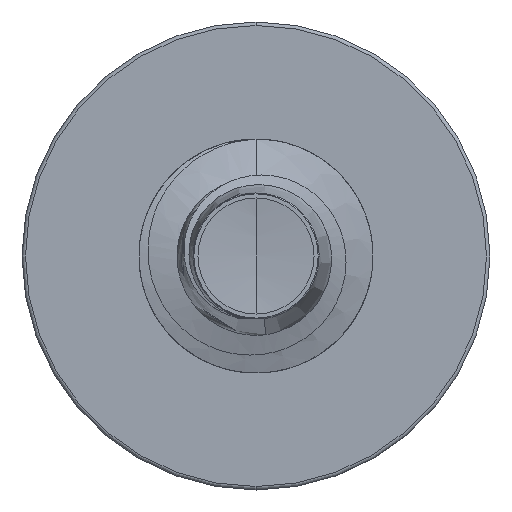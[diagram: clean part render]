
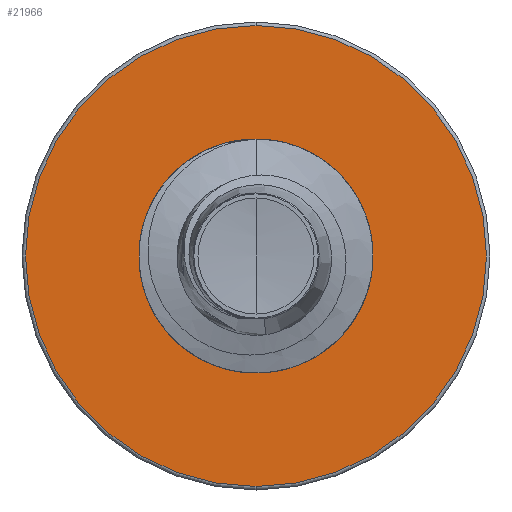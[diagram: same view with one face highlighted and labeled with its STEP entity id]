
A CAD part, front view. The second image highlights one B-rep face of the part: STEP entity #21966.
In plain terms, the highlighted planar face has unit normal (0, -1, 0).
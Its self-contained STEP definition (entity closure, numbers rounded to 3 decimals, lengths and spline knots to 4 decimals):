
#402 = AXIS2_PLACEMENT_3D ( 'NONE', #6878, #23268, #9735 ) ;
#410 = AXIS2_PLACEMENT_3D ( 'NONE', #17113, #752, #19321 ) ;
#752 = DIRECTION ( 'NONE',  ( 0., 1., 0. ) ) ;
#1159 = AXIS2_PLACEMENT_3D ( 'NONE', #5643, #22544, #8599 ) ;
#1165 = AXIS2_PLACEMENT_3D ( 'NONE', #16200, #28971, #18463 ) ;
#2306 = AXIS2_PLACEMENT_3D ( 'NONE', #16791, #3431, #21147 ) ;
#3300 = CIRCLE ( 'NONE', #410, 2.4152 ) ;
#3431 = DIRECTION ( 'NONE',  ( 0., 1., 0. ) ) ;
#5393 = CARTESIAN_POINT ( 'NONE',  ( 0., 30., 2.4152 ) ) ;
#5643 = CARTESIAN_POINT ( 'NONE',  ( 0., 30., 0. ) ) ;
#6190 = CARTESIAN_POINT ( 'NONE',  ( 0., 30., -2.4152 ) ) ;
#6878 = CARTESIAN_POINT ( 'NONE',  ( 0., 30., 0. ) ) ;
#8599 = DIRECTION ( 'NONE',  ( 0., 0., 1. ) ) ;
#9735 = DIRECTION ( 'NONE',  ( 0., 0., 1. ) ) ;
#10582 = CIRCLE ( 'NONE', #1159, 4.925 ) ;
#15049 = EDGE_LOOP ( 'NONE', ( #21298, #21430 ) ) ;
#15367 = CARTESIAN_POINT ( 'NONE',  ( 0., 30., 4.925 ) ) ;
#16200 = CARTESIAN_POINT ( 'NONE',  ( 0., 30., 0. ) ) ;
#16379 = VERTEX_POINT ( 'NONE', #5393 ) ;
#16743 = CIRCLE ( 'NONE', #402, 4.925 ) ;
#16791 = CARTESIAN_POINT ( 'NONE',  ( 0., 30., -2.4152 ) ) ;
#17113 = CARTESIAN_POINT ( 'NONE',  ( 0., 30., 0. ) ) ;
#18463 = DIRECTION ( 'NONE',  ( 0., 0., 1. ) ) ;
#18998 = EDGE_LOOP ( 'NONE', ( #21196, #21246 ) ) ;
#19152 = VERTEX_POINT ( 'NONE', #6190 ) ;
#19321 = DIRECTION ( 'NONE',  ( 0., 0., 1. ) ) ;
#21147 = DIRECTION ( 'NONE',  ( 0., 0., 1. ) ) ;
#21196 = ORIENTED_EDGE ( 'NONE', *, *, #25732, .F. ) ;
#21246 = ORIENTED_EDGE ( 'NONE', *, *, #26374, .F. ) ;
#21298 = ORIENTED_EDGE ( 'NONE', *, *, #26353, .T. ) ;
#21430 = ORIENTED_EDGE ( 'NONE', *, *, #25724, .T. ) ;
#21966 = ADVANCED_FACE ( 'NONE', ( #25559, #25032 ), #27879, .F. ) ;
#22544 = DIRECTION ( 'NONE',  ( 0., 1., 0. ) ) ;
#22620 = CIRCLE ( 'NONE', #1165, 2.4152 ) ;
#23268 = DIRECTION ( 'NONE',  ( 0., 1., 0. ) ) ;
#23289 = VERTEX_POINT ( 'NONE', #23535 ) ;
#23535 = CARTESIAN_POINT ( 'NONE',  ( 0., 30., -4.925 ) ) ;
#23996 = VERTEX_POINT ( 'NONE', #15367 ) ;
#25032 = FACE_BOUND ( 'NONE', #15049, .T. ) ;
#25559 = FACE_OUTER_BOUND ( 'NONE', #18998, .T. ) ;
#25724 = EDGE_CURVE ( 'NONE', #19152, #16379, #22620, .T. ) ;
#25732 = EDGE_CURVE ( 'NONE', #23996, #23289, #10582, .T. ) ;
#26353 = EDGE_CURVE ( 'NONE', #16379, #19152, #3300, .T. ) ;
#26374 = EDGE_CURVE ( 'NONE', #23289, #23996, #16743, .T. ) ;
#27879 = PLANE ( 'NONE',  #2306 ) ;
#28971 = DIRECTION ( 'NONE',  ( 0., 1., 0. ) ) ;
